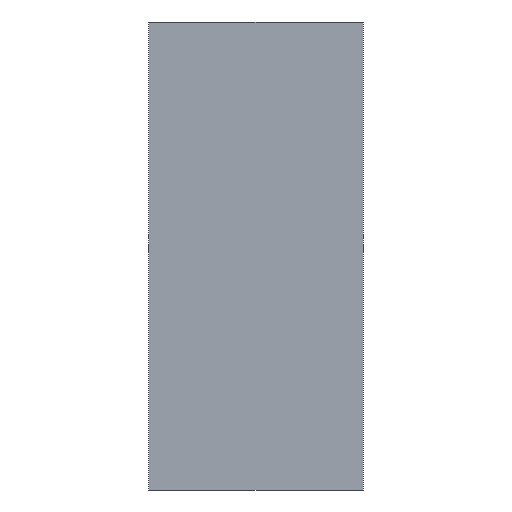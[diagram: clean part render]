
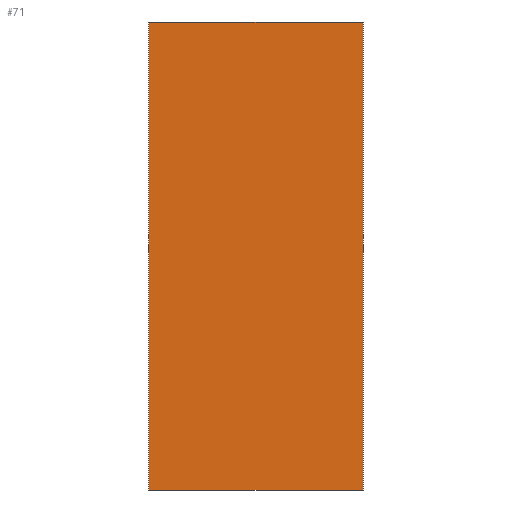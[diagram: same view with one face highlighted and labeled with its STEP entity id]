
A CAD part, front view. The second image highlights one B-rep face of the part: STEP entity #71.
In plain terms, the highlighted planar face has unit normal (0, -1, 0).
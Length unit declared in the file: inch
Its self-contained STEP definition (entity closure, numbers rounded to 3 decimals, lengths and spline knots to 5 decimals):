
#2 = VERTEX_POINT ( 'NONE', #121 ) ;
#6 = AXIS2_PLACEMENT_3D ( 'NONE', #107, #253, #46 ) ;
#10 = CARTESIAN_POINT ( 'NONE',  ( 2.10124, -0.37911, 30. ) ) ;
#23 = VECTOR ( 'NONE', #209, 39.37008 ) ;
#43 = CARTESIAN_POINT ( 'NONE',  ( 2.10124, -0.37911, 0. ) ) ;
#45 = CARTESIAN_POINT ( 'NONE',  ( -11.6489, -0.37911, 0. ) ) ;
#46 = DIRECTION ( 'NONE',  ( -1., 0., 0. ) ) ;
#52 = DIRECTION ( 'NONE',  ( 0., 0., -1. ) ) ;
#53 = ORIENTED_EDGE ( 'NONE', *, *, #289, .T. ) ;
#61 = VERTEX_POINT ( 'NONE', #173 ) ;
#71 = ADVANCED_FACE ( 'NONE', ( #233 ), #177, .F. ) ;
#74 = ORIENTED_EDGE ( 'NONE', *, *, #195, .F. ) ;
#92 = VECTOR ( 'NONE', #295, 39.37008 ) ;
#98 = LINE ( 'NONE', #43, #92 ) ;
#99 = LINE ( 'NONE', #213, #23 ) ;
#107 = CARTESIAN_POINT ( 'NONE',  ( 2.10124, -0.37911, 30. ) ) ;
#121 = CARTESIAN_POINT ( 'NONE',  ( 2.10124, -0.37911, 0. ) ) ;
#125 = DIRECTION ( 'NONE',  ( 0., 0., -1. ) ) ;
#147 = EDGE_CURVE ( 'NONE', #178, #2, #98, .T. ) ;
#166 = VERTEX_POINT ( 'NONE', #10 ) ;
#171 = VECTOR ( 'NONE', #52, 39.37008 ) ;
#173 = CARTESIAN_POINT ( 'NONE',  ( -11.6489, -0.37911, 30. ) ) ;
#177 = PLANE ( 'NONE',  #6 ) ;
#178 = VERTEX_POINT ( 'NONE', #45 ) ;
#193 = EDGE_LOOP ( 'NONE', ( #242, #74, #277, #53 ) ) ;
#195 = EDGE_CURVE ( 'NONE', #166, #2, #267, .T. ) ;
#209 = DIRECTION ( 'NONE',  ( 1., 0., 0. ) ) ;
#212 = LINE ( 'NONE', #281, #171 ) ;
#213 = CARTESIAN_POINT ( 'NONE',  ( -11.6489, -0.37911, 30. ) ) ;
#220 = EDGE_CURVE ( 'NONE', #61, #166, #99, .T. ) ;
#233 = FACE_OUTER_BOUND ( 'NONE', #193, .T. ) ;
#242 = ORIENTED_EDGE ( 'NONE', *, *, #147, .T. ) ;
#253 = DIRECTION ( 'NONE',  ( 0., 1., 0. ) ) ;
#267 = LINE ( 'NONE', #272, #286 ) ;
#272 = CARTESIAN_POINT ( 'NONE',  ( 2.10124, -0.37911, 30. ) ) ;
#277 = ORIENTED_EDGE ( 'NONE', *, *, #220, .F. ) ;
#281 = CARTESIAN_POINT ( 'NONE',  ( -11.6489, -0.37911, 30. ) ) ;
#286 = VECTOR ( 'NONE', #125, 39.37008 ) ;
#289 = EDGE_CURVE ( 'NONE', #61, #178, #212, .T. ) ;
#295 = DIRECTION ( 'NONE',  ( 1., 0., 0. ) ) ;
